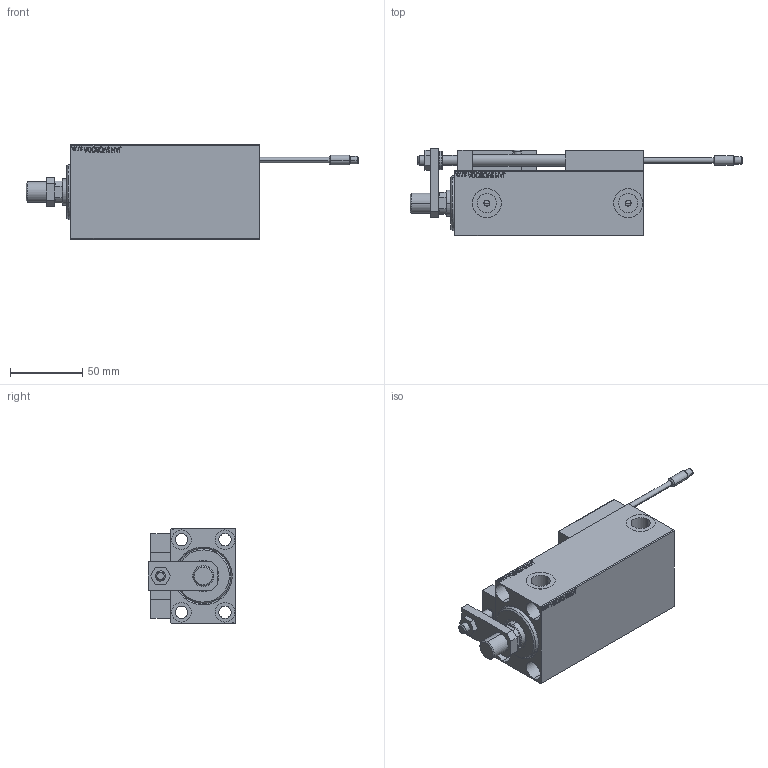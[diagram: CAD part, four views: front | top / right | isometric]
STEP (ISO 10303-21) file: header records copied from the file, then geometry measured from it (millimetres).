
FILE_DESCRIPTION (( 'STEP AP203' ), '1' );
FILE_NAME ('4cc3.STEP', '2024-02-12T03:48:55', ( '' ), ( '' ), 'SwSTEP 2.0', 'SolidWorks 2019', '' );
FILE_SCHEMA (( 'CONFIG_CONTROL_DESIGN' ));
Length unit declared in the file: millimetre
Products named in the file (16): SWITCH_X_FRONT_BACK 1532898cfaae913dc67b8872e6c6b695; TYC_L79 1532898cfaae913dc67b8872e6c6b695; ALLEN BOLT D5 1532898cfaae913dc67b8872e6c6b695; V450CM_C_VCP 1532898cfaae913dc67b8872e6c6b695; ZARAZKA 1532898cfaae913dc67b8872e6c6b695; SWITCH X 1532898cfaae913dc67b8872e6c6b695; MAGNET 1532898cfaae913dc67b8872e6c6b695; ALLEN BOLT D8 1532898cfaae913dc67b8872e6c6b695; NUT_D12 1532898cfaae913dc67b8872e6c6b695; Block 1532898cfaae913dc67b8872e6c6b695; V450CM_MALE_METRIC 1532898cfaae913dc67b8872e6c6b695; SWITCH DIM B,W 1532898cfaae913dc67b8872e6c6b695; V450CM_C_Body 1532898cfaae913dc67b8872e6c6b695; 4cc3; V450CM_VC_B 1532898cfaae913dc67b8872e6c6b695; KONCOVKA_Y 1532898cfaae913dc67b8872e6c6b695
Assembly tree (25 placements, depth 3):
  4cc3
    V450CM_C_Body 1532898cfaae913dc67b8872e6c6b695
    SWITCH X 1532898cfaae913dc67b8872e6c6b695
      SWITCH_X_FRONT_BACK 1532898cfaae913dc67b8872e6c6b695  x2
      TYC_L79 1532898cfaae913dc67b8872e6c6b695
      Block 1532898cfaae913dc67b8872e6c6b695  x2
      ALLEN BOLT D5 1532898cfaae913dc67b8872e6c6b695  x4
      ALLEN BOLT D8 1532898cfaae913dc67b8872e6c6b695  x4
      MAGNET 1532898cfaae913dc67b8872e6c6b695  x2
      KONCOVKA_Y 1532898cfaae913dc67b8872e6c6b695  x2
    NUT_D12 1532898cfaae913dc67b8872e6c6b695
    SWITCH DIM B,W 1532898cfaae913dc67b8872e6c6b695
    ZARAZKA 1532898cfaae913dc67b8872e6c6b695
    V450CM_C_VCP 1532898cfaae913dc67b8872e6c6b695
    V450CM_VC_B 1532898cfaae913dc67b8872e6c6b695
    V450CM_MALE_METRIC 1532898cfaae913dc67b8872e6c6b695
Bounding box: 229 x 60.5 x 65 mm (x, y, z)
Volume: 377853.7 mm3; surface area: 100329.8 mm2
Topology: 24 solids, 24 shells, 1317 faces, 3138 edges, 2001 vertices
Faces by surface type: plane 565, bspline 380, cylinder 200, cone 118, torus 50, sphere 4
Entity records: 51014 total; most frequent: CARTESIAN_POINT 26121, ORIENTED_EDGE 5252, DIRECTION 3586, EDGE_CURVE 2626, VERTEX_POINT 1713, LINE 1502, VECTOR 1502, EDGE_LOOP 1219
